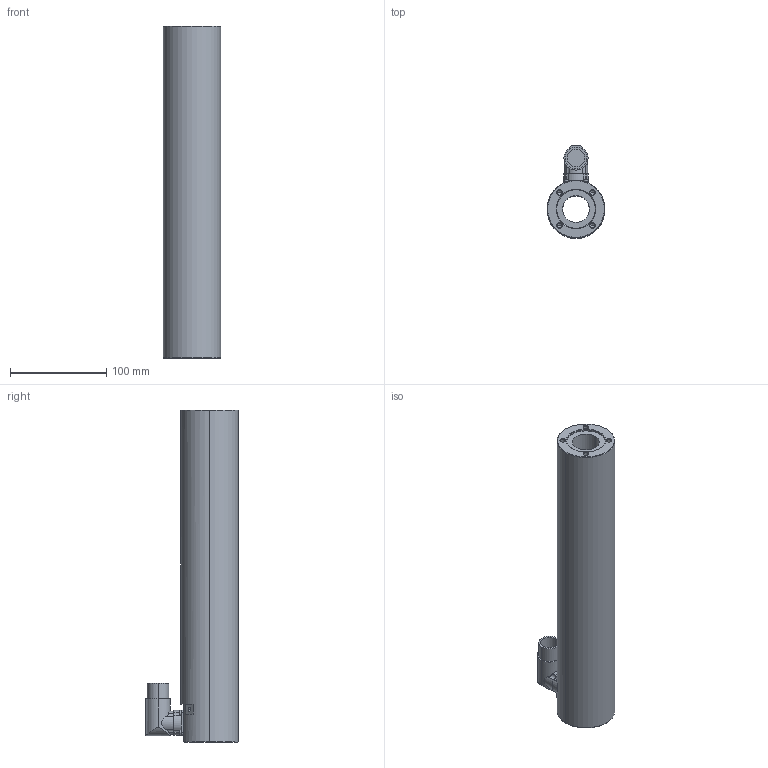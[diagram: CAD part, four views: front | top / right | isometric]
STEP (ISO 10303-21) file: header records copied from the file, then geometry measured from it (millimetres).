
FILE_DESCRIPTION (( 'STEP AP214' ), '1' );
FILE_NAME ('PS01-48-SSC-Cw.STEP', '2010-04-07T08:28:11', ( 'mittelholzer' ), ( '' ), 'SwSTEP 2.0', 'SolidWorks 2005037', '' );
FILE_SCHEMA (( 'AUTOMOTIVE_DESIGN' ));
Length unit declared in the file: millimetre
Products named in the file (1): PS01-48-SSC-Cw
Bounding box: 60 x 96.5 x 345 mm (x, y, z)
Volume: 784175.2 mm3; surface area: 108309.6 mm2
Topology: 1 solids, 1 shells, 145 faces, 339 edges, 199 vertices
Faces by surface type: cylinder 70, cone 45, plane 30
Entity records: 4321 total; most frequent: CARTESIAN_POINT 942, DIRECTION 754, ORIENTED_EDGE 638, EDGE_CURVE 319, AXIS2_PLACEMENT_3D 305, VERTEX_POINT 199, EDGE_LOOP 170, CIRCLE 159
